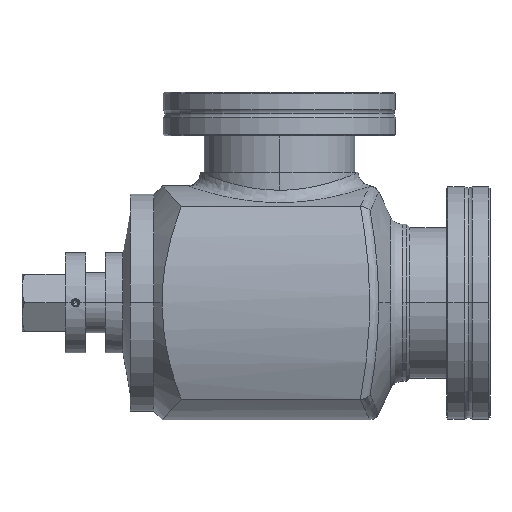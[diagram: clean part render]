
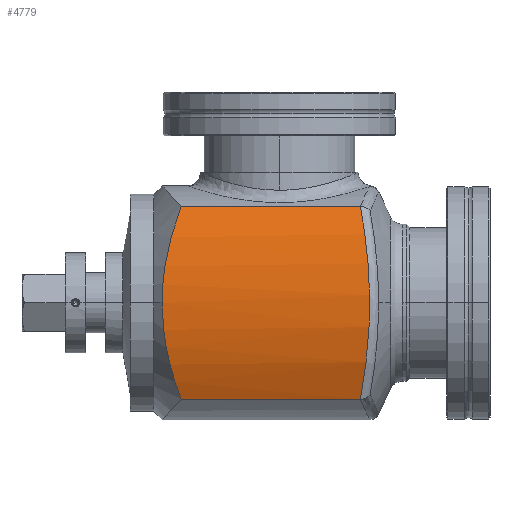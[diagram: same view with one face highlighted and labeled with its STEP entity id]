
A CAD part, front view. The second image highlights one B-rep face of the part: STEP entity #4779.
In plain terms, the highlighted cylindrical face has radius 70 mm (diameter 140 mm), a partial arc.
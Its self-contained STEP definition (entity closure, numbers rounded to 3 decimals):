
#2284=CARTESIAN_POINT('',(-28.47,-28.801,-28.801));
#2285=VERTEX_POINT('',#2284);
#2299=CARTESIAN_POINT('',(-34.2,-35.0,0.));
#2300=VERTEX_POINT('',#2299);
#2301=CARTESIAN_POINT('',(-34.2,-35.0,0.));
#2302=CARTESIAN_POINT('',(-34.2,-35.0,-5.344));
#2303=CARTESIAN_POINT('',(-33.57,-34.383,-10.68));
#2304=CARTESIAN_POINT('',(-31.438,-32.143,-20.321));
#2305=CARTESIAN_POINT('',(-30.072,-30.665,-24.671));
#2306=CARTESIAN_POINT('',(-28.47,-28.801,-28.801));
#2307=B_SPLINE_CURVE_WITH_KNOTS('',3,(#2301,#2302,#2303,#2304,#2305,#2306),.UNSPECIFIED.,.F.,.U.,(4,2,4),(6.413,8.016,9.408),.UNSPECIFIED.);
#2308=EDGE_CURVE('',#2300,#2285,#2307,.T.);
#4042=CARTESIAN_POINT('',(-28.47,-28.801,28.801));
#4043=VERTEX_POINT('',#4042);
#4044=CARTESIAN_POINT('',(-28.47,-28.801,28.801));
#4045=CARTESIAN_POINT('',(-30.072,-30.665,24.671));
#4046=CARTESIAN_POINT('',(-31.438,-32.143,20.321));
#4047=CARTESIAN_POINT('',(-33.57,-34.383,10.68));
#4048=CARTESIAN_POINT('',(-34.2,-35.0,5.344));
#4049=CARTESIAN_POINT('',(-34.2,-35.0,0.));
#4050=B_SPLINE_CURVE_WITH_KNOTS('',3,(#4044,#4045,#4046,#4047,#4048,#4049),.UNSPECIFIED.,.F.,.U.,(4,2,4),(3.418,4.81,6.413),.UNSPECIFIED.);
#4051=EDGE_CURVE('',#4043,#2300,#4050,.T.);
#4237=CARTESIAN_POINT('',(25.119,-28.801,28.801));
#4238=VERTEX_POINT('',#4237);
#4239=CARTESIAN_POINT('',(25.119,-28.801,28.801));
#4240=DIRECTION('',(-1.0,0.0,0.0));
#4241=VECTOR('',#4240,53.589);
#4242=LINE('',#4239,#4241);
#4243=EDGE_CURVE('',#4238,#4043,#4242,.T.);
#4746=CARTESIAN_POINT('',(63.3,35.,0.));
#4747=DIRECTION('',(-1.0,0.,0.));
#4748=DIRECTION('',(0.,-0.911,-0.411));
#4749=AXIS2_PLACEMENT_3D('',#4746,#4747,#4748);
#4750=CYLINDRICAL_SURFACE('',#4749,70.0);
#4751=CARTESIAN_POINT('',(25.119,-28.801,-28.801));
#4752=VERTEX_POINT('',#4751);
#4753=CARTESIAN_POINT('',(25.123,-28.806,-28.79));
#4754=CARTESIAN_POINT('',(25.766,-30.368,-25.328));
#4755=CARTESIAN_POINT('',(26.33,-31.653,-21.728));
#4756=CARTESIAN_POINT('',(27.488,-34.203,-12.158));
#4757=CARTESIAN_POINT('',(27.889,-35.,-6.079));
#4758=CARTESIAN_POINT('',(27.889,-35.,3.34));
#4759=CARTESIAN_POINT('',(27.77,-34.759,6.691));
#4760=CARTESIAN_POINT('',(27.18,-33.523,15.266));
#4761=CARTESIAN_POINT('',(26.536,-32.149,20.471));
#4762=CARTESIAN_POINT('',(25.526,-29.779,26.554));
#4763=CARTESIAN_POINT('',(25.327,-29.303,27.687));
#4764=CARTESIAN_POINT('',(25.119,-28.798,28.805));
#4765=B_SPLINE_CURVE_WITH_KNOTS('',3,(#4753,#4754,#4755,#4756,#4757,#4758,#4759,#4760,#4761,#4762,#4763,#4764),.UNSPECIFIED.,.F.,.U.,(4,2,2,2,2,4),(2.506,3.61,5.356,6.315,7.849,8.205),.UNSPECIFIED.);
#4766=EDGE_CURVE('',#4238,#4752,#4765,.F.);
#4767=ORIENTED_EDGE('',*,*,#4766,.F.);
#4768=ORIENTED_EDGE('',*,*,#4243,.T.);
#4769=ORIENTED_EDGE('',*,*,#4051,.T.);
#4770=ORIENTED_EDGE('',*,*,#2308,.T.);
#4771=CARTESIAN_POINT('',(25.119,-28.801,-28.801));
#4772=DIRECTION('',(-1.0,0.0,0.0));
#4773=VECTOR('',#4772,53.589);
#4774=LINE('',#4771,#4773);
#4775=EDGE_CURVE('',#4752,#2285,#4774,.T.);
#4776=ORIENTED_EDGE('',*,*,#4775,.F.);
#4777=EDGE_LOOP('',(#4767,#4768,#4769,#4770,#4776));
#4778=FACE_OUTER_BOUND('',#4777,.T.);
#4779=ADVANCED_FACE('',(#4778),#4750,.T.);
